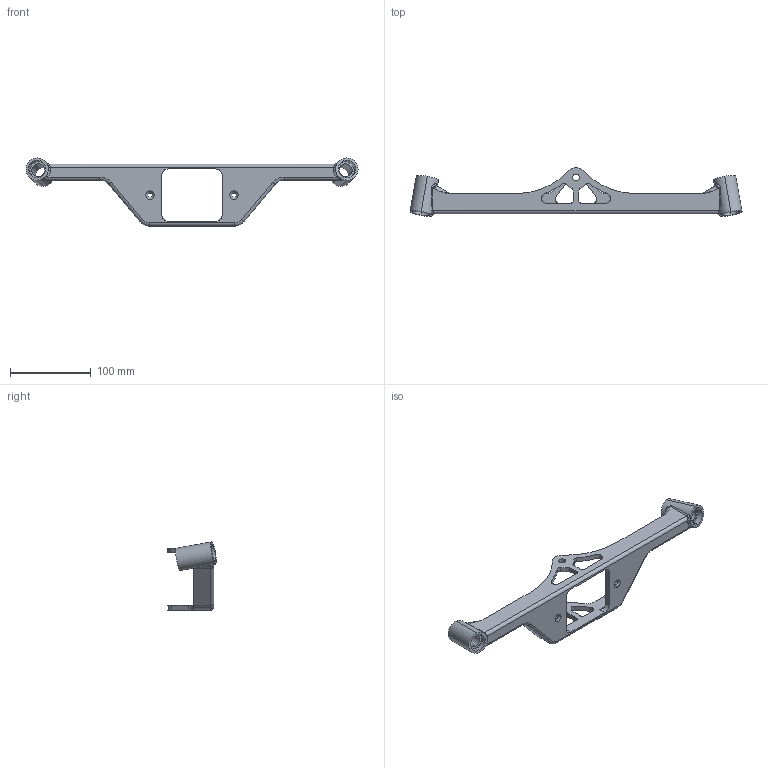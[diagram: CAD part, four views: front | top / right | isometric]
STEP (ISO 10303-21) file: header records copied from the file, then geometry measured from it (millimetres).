
FILE_DESCRIPTION (( 'STEP AP203' ), '1' );
FILE_NAME ('1101-20017-00.STEP', '2018-12-13T14:49:51', ( '' ), ( '' ), 'SwSTEP 2.0', 'SolidWorks 2017', '' );
FILE_SCHEMA (( 'CONFIG_CONTROL_DESIGN' ));
Length unit declared in the file: millimetre
Products named in the file (1): 1101-20017-00
Bounding box: 411.28 x 60.13 x 84.49 mm (x, y, z)
Volume: 216871.7 mm3; surface area: 69051.7 mm2
Topology: 1 solids, 1 shells, 172 faces, 449 edges, 282 vertices
Faces by surface type: cylinder 86, plane 39, bspline 26, torus 17, cone 4
Entity records: 6599 total; most frequent: CARTESIAN_POINT 2330, ORIENTED_EDGE 898, DIRECTION 890, EDGE_CURVE 449, AXIS2_PLACEMENT_3D 356, VERTEX_POINT 282, CIRCLE 209, EDGE_LOOP 197
